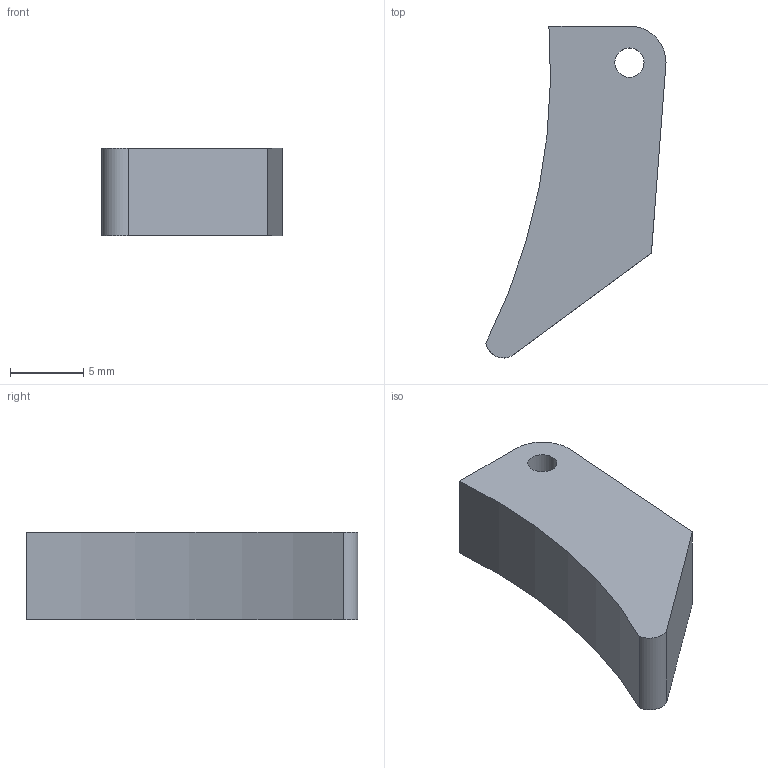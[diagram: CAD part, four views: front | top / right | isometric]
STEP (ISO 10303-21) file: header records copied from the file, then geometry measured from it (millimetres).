
FILE_DESCRIPTION(/* description */ ('Model of The Lynx Mouse primary trigger'),/* implementation_level */ '2;1');
FILE_NAME(/* name */ 'lynx-mouse-trigger-1.step',/* time_stamp */ '2026-01-17T02:08:54',/* author */ ('David H. Bronke',''),/* organization */ (''),/* preprocessor_version */ 'Open CASCADE STEP processor 7.8.1.1',/* originating_system */ 'python-cadquery',/* authorization */ '');
FILE_SCHEMA(('AUTOMOTIVE_DESIGN { 1 0 10303 214 1 1 1 1 }'));
Length unit declared in the file: millimetre
Products named in the file (1): The Lynx Mouse primary trigger
Bounding box: 12.3 x 22.67 x 6 mm (x, y, z)
Volume: 941 mm3; surface area: 705.1 mm2
Topology: 1 solids, 1 shells, 9 faces, 21 edges, 14 vertices
Faces by surface type: plane 5, cylinder 4
Full cylindrical faces by diameter (mm): 2 x1
Entity records: 277 total; most frequent: DIRECTION 49, CARTESIAN_POINT 45, ORIENTED_EDGE 42, EDGE_CURVE 21, AXIS2_PLACEMENT_3D 18, VERTEX_POINT 14, LINE 13, VECTOR 13
